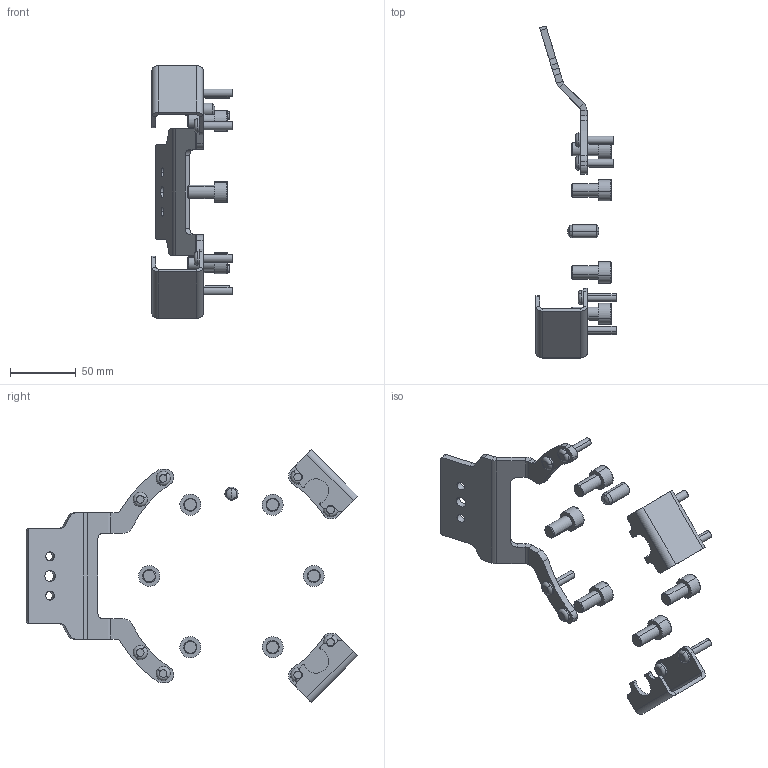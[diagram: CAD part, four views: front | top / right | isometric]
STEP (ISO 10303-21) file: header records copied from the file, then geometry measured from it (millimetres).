
FILE_DESCRIPTION (( 'STEP AP203' ), '1' );
FILE_NAME ('P5405.STEP', '2020-05-07T05:42:29', ( '' ), ( '' ), 'SwSTEP 2.0', 'SolidWorks 2019', '' );
FILE_SCHEMA (( 'CONFIG_CONTROL_DESIGN' ));
Length unit declared in the file: millimetre
Products named in the file (1): P5405
Bounding box: 60.9 x 252.06 x 192.07 mm (x, y, z)
Volume: 84962.3 mm3; surface area: 50533.2 mm2
Topology: 18 solids, 18 shells, 368 faces, 820 edges, 508 vertices
Faces by surface type: plane 160, cylinder 146, torus 44, cone 14, sphere 4
Entity records: 10301 total; most frequent: DIRECTION 1956, CARTESIAN_POINT 1697, ORIENTED_EDGE 1640, EDGE_CURVE 820, AXIS2_PLACEMENT_3D 767, VERTEX_POINT 508, VECTOR 422, LINE 422
